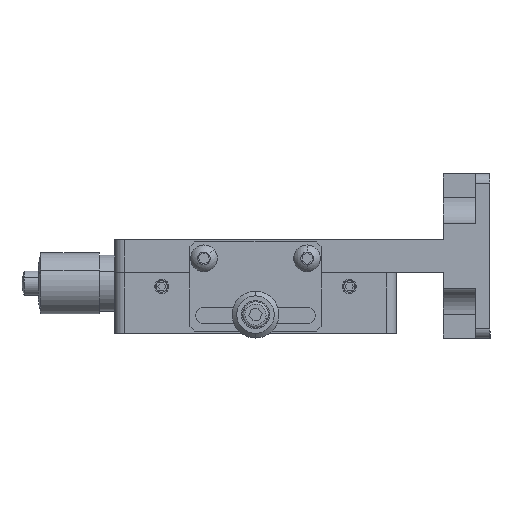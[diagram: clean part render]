
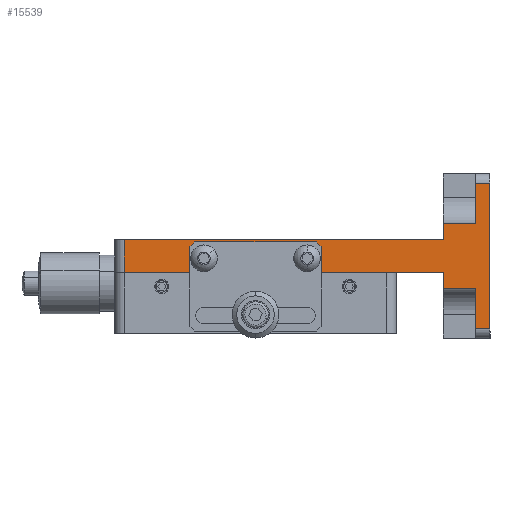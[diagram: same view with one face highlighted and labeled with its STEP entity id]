
A CAD part, left-side view. The second image highlights one B-rep face of the part: STEP entity #15539.
In plain terms, the highlighted planar face has unit normal (-1, 0, 0).
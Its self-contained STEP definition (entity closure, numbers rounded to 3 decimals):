
#170 = CARTESIAN_POINT ( 'NONE',  ( -30., 29., -0.5 ) ) ;
#2410 = VERTEX_POINT ( 'NONE', #57493 ) ;
#2924 = EDGE_CURVE ( 'NONE', #39045, #54760, #55046, .T. ) ;
#4068 = DIRECTION ( 'NONE',  ( 0., 1., 0. ) ) ;
#4932 = DIRECTION ( 'NONE',  ( 1., 0., 0. ) ) ;
#5149 = EDGE_CURVE ( 'NONE', #59992, #59439, #14396, .T. ) ;
#5325 = LINE ( 'NONE', #13381, #32409 ) ;
#6712 = LINE ( 'NONE', #32723, #35981 ) ;
#6784 = AXIS2_PLACEMENT_3D ( 'NONE', #31966, #40786, #12791 ) ;
#7963 = ORIENTED_EDGE ( 'NONE', *, *, #2924, .T. ) ;
#8512 = CIRCLE ( 'NONE', #18903, 1.25 ) ;
#10334 = CIRCLE ( 'NONE', #6784, 1.25 ) ;
#10519 = DIRECTION ( 'NONE',  ( 0., 0., -1. ) ) ;
#10525 = CARTESIAN_POINT ( 'NONE',  ( -30., -7., 15.5 ) ) ;
#10960 = EDGE_CURVE ( 'NONE', #43468, #51199, #41109, .T. ) ;
#11152 = DIRECTION ( 'NONE',  ( 0., 1., 0. ) ) ;
#11304 = VERTEX_POINT ( 'NONE', #45035 ) ;
#11508 = DIRECTION ( 'NONE',  ( 0., -1., 0. ) ) ;
#11922 = EDGE_LOOP ( 'NONE', ( #44451, #24397 ) ) ;
#12143 = EDGE_CURVE ( 'NONE', #39488, #11304, #10334, .T. ) ;
#12584 = CARTESIAN_POINT ( 'NONE',  ( -30., -10., 15.5 ) ) ;
#12791 = DIRECTION ( 'NONE',  ( 0., -1., 0. ) ) ;
#13221 = VECTOR ( 'NONE', #47486, 1000. ) ;
#13381 = CARTESIAN_POINT ( 'NONE',  ( -30., -7., -7. ) ) ;
#13573 = CARTESIAN_POINT ( 'NONE',  ( -30., 51., -0.5 ) ) ;
#13980 = CARTESIAN_POINT ( 'NONE',  ( -30., 0., 7. ) ) ;
#14396 = LINE ( 'NONE', #15466, #29650 ) ;
#14952 = CARTESIAN_POINT ( 'NONE',  ( -30., -7., -15.5 ) ) ;
#15119 = EDGE_LOOP ( 'NONE', ( #34626, #7963, #54953, #46326, #27960, #53234, #60846, #45271, #42608, #50538, #26469, #53047 ) ) ;
#15466 = CARTESIAN_POINT ( 'NONE',  ( -30., 0., 7. ) ) ;
#15539 = ADVANCED_FACE ( 'NONE', ( #21904, #53479, #41702 ), #28050, .F. ) ;
#17621 = CARTESIAN_POINT ( 'NONE',  ( -30., -10., -15.5 ) ) ;
#17769 = EDGE_CURVE ( 'NONE', #35793, #53280, #42977, .T. ) ;
#18261 = DIRECTION ( 'NONE',  ( 0., 1., 0. ) ) ;
#18500 = VECTOR ( 'NONE', #37574, 1000. ) ;
#18903 = AXIS2_PLACEMENT_3D ( 'NONE', #54827, #26273, #50090 ) ;
#20190 = AXIS2_PLACEMENT_3D ( 'NONE', #37855, #4932, #41602 ) ;
#20886 = CARTESIAN_POINT ( 'NONE',  ( -30., -7., -15.5 ) ) ;
#20963 = DIRECTION ( 'NONE',  ( 0., -1., 0. ) ) ;
#21084 = CARTESIAN_POINT ( 'NONE',  ( -30., 0., 3.5 ) ) ;
#21235 = VECTOR ( 'NONE', #11152, 1000. ) ;
#21662 = EDGE_CURVE ( 'NONE', #56999, #59439, #5325, .T. ) ;
#21904 = FACE_BOUND ( 'NONE', #39095, .T. ) ;
#22271 = VECTOR ( 'NONE', #49643, 1000. ) ;
#22499 = CARTESIAN_POINT ( 'NONE',  ( -30., -7., -7. ) ) ;
#23506 = CARTESIAN_POINT ( 'NONE',  ( -30., -7., -17.5 ) ) ;
#24397 = ORIENTED_EDGE ( 'NONE', *, *, #12143, .F. ) ;
#25102 = EDGE_CURVE ( 'NONE', #46332, #43468, #33229, .T. ) ;
#25491 = AXIS2_PLACEMENT_3D ( 'NONE', #170, #43336, #38819 ) ;
#26273 = DIRECTION ( 'NONE',  ( -1., 0., 0. ) ) ;
#26469 = ORIENTED_EDGE ( 'NONE', *, *, #5149, .T. ) ;
#26832 = VERTEX_POINT ( 'NONE', #12584 ) ;
#26937 = EDGE_CURVE ( 'NONE', #38177, #51199, #53744, .T. ) ;
#27175 = VECTOR ( 'NONE', #20963, 1000. ) ;
#27960 = ORIENTED_EDGE ( 'NONE', *, *, #17769, .T. ) ;
#28050 = PLANE ( 'NONE',  #20190 ) ;
#28535 = CARTESIAN_POINT ( 'NONE',  ( -30., -7., -17.5 ) ) ;
#28775 = CARTESIAN_POINT ( 'NONE',  ( -30., 52.25, -0.5 ) ) ;
#29650 = VECTOR ( 'NONE', #10519, 1000. ) ;
#31966 = CARTESIAN_POINT ( 'NONE',  ( -30., 51., -0.5 ) ) ;
#32202 = ORIENTED_EDGE ( 'NONE', *, *, #44060, .F. ) ;
#32409 = VECTOR ( 'NONE', #18261, 1000. ) ;
#32565 = DIRECTION ( 'NONE',  ( -1., 0., 0. ) ) ;
#32723 = CARTESIAN_POINT ( 'NONE',  ( -30., -7., 7. ) ) ;
#33229 = LINE ( 'NONE', #44883, #22271 ) ;
#33536 = EDGE_CURVE ( 'NONE', #2410, #40367, #45461, .T. ) ;
#34186 = LINE ( 'NONE', #53115, #57797 ) ;
#34626 = ORIENTED_EDGE ( 'NONE', *, *, #39313, .T. ) ;
#34991 = CARTESIAN_POINT ( 'NONE',  ( -30., 0., -7. ) ) ;
#35106 = LINE ( 'NONE', #37375, #51269 ) ;
#35793 = VERTEX_POINT ( 'NONE', #47102 ) ;
#35981 = VECTOR ( 'NONE', #4068, 1000. ) ;
#37375 = CARTESIAN_POINT ( 'NONE',  ( -30., -10., -17.5 ) ) ;
#37574 = DIRECTION ( 'NONE',  ( 0., 0., -1. ) ) ;
#37855 = CARTESIAN_POINT ( 'NONE',  ( -30., -7., 7. ) ) ;
#38177 = VERTEX_POINT ( 'NONE', #45451 ) ;
#38545 = EDGE_CURVE ( 'NONE', #11304, #39488, #57602, .T. ) ;
#38819 = DIRECTION ( 'NONE',  ( 0., -1., 0. ) ) ;
#39045 = VERTEX_POINT ( 'NONE', #20886 ) ;
#39095 = EDGE_LOOP ( 'NONE', ( #60283, #32202 ) ) ;
#39313 = EDGE_CURVE ( 'NONE', #56999, #39045, #50816, .T. ) ;
#39488 = VERTEX_POINT ( 'NONE', #28775 ) ;
#39721 = CARTESIAN_POINT ( 'NONE',  ( -30., 68., 3.5 ) ) ;
#39872 = AXIS2_PLACEMENT_3D ( 'NONE', #13573, #32565, #42179 ) ;
#40119 = EDGE_CURVE ( 'NONE', #53280, #38177, #6712, .T. ) ;
#40367 = VERTEX_POINT ( 'NONE', #48516 ) ;
#40462 = CARTESIAN_POINT ( 'NONE',  ( -30., -7., 7. ) ) ;
#40786 = DIRECTION ( 'NONE',  ( -1., 0., 0. ) ) ;
#41109 = LINE ( 'NONE', #53814, #27175 ) ;
#41191 = VECTOR ( 'NONE', #51276, 1000. ) ;
#41528 = VECTOR ( 'NONE', #43264, 1000. ) ;
#41602 = DIRECTION ( 'NONE',  ( 0., 1., 0. ) ) ;
#41702 = FACE_OUTER_BOUND ( 'NONE', #15119, .T. ) ;
#41954 = EDGE_CURVE ( 'NONE', #26832, #54760, #35106, .T. ) ;
#42179 = DIRECTION ( 'NONE',  ( 0., -1., 0. ) ) ;
#42608 = ORIENTED_EDGE ( 'NONE', *, *, #25102, .F. ) ;
#42977 = LINE ( 'NONE', #28535, #41528 ) ;
#43264 = DIRECTION ( 'NONE',  ( 0., 0., -1. ) ) ;
#43336 = DIRECTION ( 'NONE',  ( -1., 0., 0. ) ) ;
#43394 = EDGE_CURVE ( 'NONE', #46332, #59992, #34186, .T. ) ;
#43468 = VERTEX_POINT ( 'NONE', #39721 ) ;
#44060 = EDGE_CURVE ( 'NONE', #40367, #2410, #8512, .T. ) ;
#44451 = ORIENTED_EDGE ( 'NONE', *, *, #38545, .F. ) ;
#44883 = CARTESIAN_POINT ( 'NONE',  ( -30., 68., -6.5 ) ) ;
#45035 = CARTESIAN_POINT ( 'NONE',  ( -30., 49.75, -0.5 ) ) ;
#45271 = ORIENTED_EDGE ( 'NONE', *, *, #10960, .F. ) ;
#45451 = CARTESIAN_POINT ( 'NONE',  ( -30., 0., 7. ) ) ;
#45461 = CIRCLE ( 'NONE', #25491, 1.25 ) ;
#46326 = ORIENTED_EDGE ( 'NONE', *, *, #55620, .T. ) ;
#46332 = VERTEX_POINT ( 'NONE', #56569 ) ;
#47102 = CARTESIAN_POINT ( 'NONE',  ( -30., -7., 15.5 ) ) ;
#47486 = DIRECTION ( 'NONE',  ( 0., -1., 0. ) ) ;
#48339 = LINE ( 'NONE', #10525, #21235 ) ;
#48516 = CARTESIAN_POINT ( 'NONE',  ( -30., 30.25, -0.5 ) ) ;
#49643 = DIRECTION ( 'NONE',  ( 0., 0., 1. ) ) ;
#50090 = DIRECTION ( 'NONE',  ( 0., -1., 0. ) ) ;
#50538 = ORIENTED_EDGE ( 'NONE', *, *, #43394, .T. ) ;
#50816 = LINE ( 'NONE', #23506, #18500 ) ;
#51199 = VERTEX_POINT ( 'NONE', #21084 ) ;
#51269 = VECTOR ( 'NONE', #51615, 1000. ) ;
#51276 = DIRECTION ( 'NONE',  ( 0., 0., -1. ) ) ;
#51615 = DIRECTION ( 'NONE',  ( 0., 0., -1. ) ) ;
#52070 = CARTESIAN_POINT ( 'NONE',  ( -30., 0., -3.5 ) ) ;
#53047 = ORIENTED_EDGE ( 'NONE', *, *, #21662, .F. ) ;
#53115 = CARTESIAN_POINT ( 'NONE',  ( -30., 70., -3.5 ) ) ;
#53234 = ORIENTED_EDGE ( 'NONE', *, *, #40119, .T. ) ;
#53280 = VERTEX_POINT ( 'NONE', #40462 ) ;
#53479 = FACE_BOUND ( 'NONE', #11922, .T. ) ;
#53744 = LINE ( 'NONE', #13980, #41191 ) ;
#53814 = CARTESIAN_POINT ( 'NONE',  ( -30., 70., 3.5 ) ) ;
#54760 = VERTEX_POINT ( 'NONE', #17621 ) ;
#54827 = CARTESIAN_POINT ( 'NONE',  ( -30., 29., -0.5 ) ) ;
#54953 = ORIENTED_EDGE ( 'NONE', *, *, #41954, .F. ) ;
#55046 = LINE ( 'NONE', #14952, #13221 ) ;
#55620 = EDGE_CURVE ( 'NONE', #26832, #35793, #48339, .T. ) ;
#56569 = CARTESIAN_POINT ( 'NONE',  ( -30., 68., -3.5 ) ) ;
#56999 = VERTEX_POINT ( 'NONE', #22499 ) ;
#57493 = CARTESIAN_POINT ( 'NONE',  ( -30., 27.75, -0.5 ) ) ;
#57602 = CIRCLE ( 'NONE', #39872, 1.25 ) ;
#57797 = VECTOR ( 'NONE', #11508, 1000. ) ;
#59439 = VERTEX_POINT ( 'NONE', #34991 ) ;
#59992 = VERTEX_POINT ( 'NONE', #52070 ) ;
#60283 = ORIENTED_EDGE ( 'NONE', *, *, #33536, .F. ) ;
#60846 = ORIENTED_EDGE ( 'NONE', *, *, #26937, .T. ) ;
